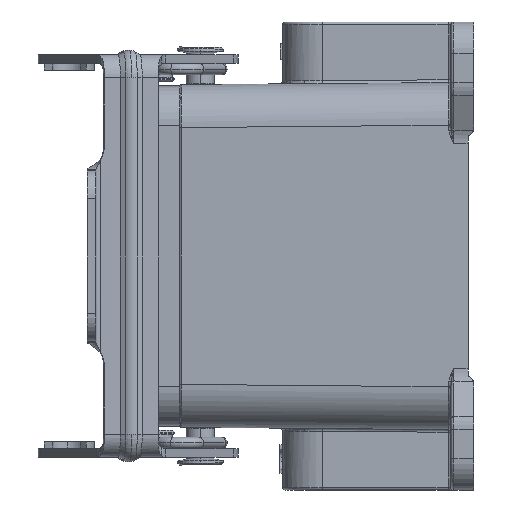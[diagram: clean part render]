
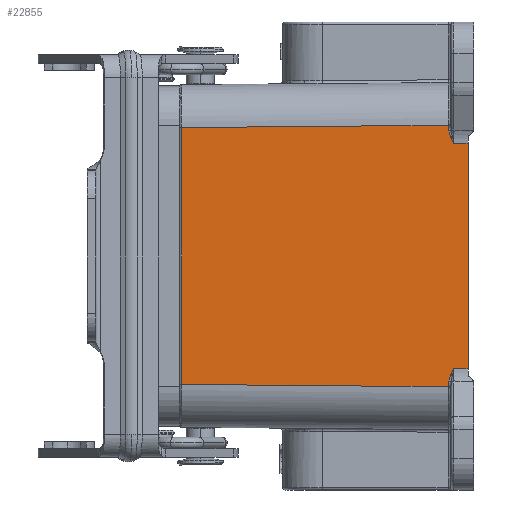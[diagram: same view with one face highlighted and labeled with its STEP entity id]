
A CAD part, left-side view. The second image highlights one B-rep face of the part: STEP entity #22855.
In plain terms, the highlighted planar face has unit normal (-1, 0.009, 0).
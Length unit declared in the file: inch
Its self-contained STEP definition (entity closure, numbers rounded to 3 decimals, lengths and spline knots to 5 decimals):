
#4317=CARTESIAN_POINT('',(-0.86261,-0.87619,
-0.90199));
#4498=CARTESIAN_POINT('',(-0.86295,-0.91518,
-0.77575));
#4507=CARTESIAN_POINT('',(-0.86279,-0.89567,
-0.81903));
#4521=CARTESIAN_POINT('',(-0.86265,-0.88109,
-0.86234));
#4523=DIRECTION('',(-0.009,-1.,-0.018));
#4524=VECTOR('',#4523,0.09862);
#4525=CARTESIAN_POINT('',(-0.86295,-0.91518,
-0.77575));
#4526=LINE('',#4525,#4524);
#4527=CARTESIAN_POINT('',(-0.86279,-0.89567,
-0.81903));
#4528=CARTESIAN_POINT('',(-0.8628,-0.89749,
-0.81464));
#4529=CARTESIAN_POINT('',(-0.86282,-0.90136,
-0.80559));
#4530=CARTESIAN_POINT('',(-0.86288,-0.90788,
-0.79119));
#4531=CARTESIAN_POINT('',(-0.86293,-0.91267,
-0.78099));
#4532=CARTESIAN_POINT('',(-0.86295,-0.91518,
-0.77575));
#4534=CARTESIAN_POINT('',(-0.86265,-0.88109,
-0.86234));
#4535=CARTESIAN_POINT('',(-0.86266,-0.88206,
-0.85827));
#4536=CARTESIAN_POINT('',(-0.86268,-0.88443,
-0.84964));
#4537=CARTESIAN_POINT('',(-0.86272,-0.88923,
-0.83524));
#4538=CARTESIAN_POINT('',(-0.86277,-0.89337,
-0.8246));
#4539=CARTESIAN_POINT('',(-0.86279,-0.89567,
-0.81903));
#4541=CARTESIAN_POINT('',(-0.86261,-0.87619,
-0.90199));
#4542=CARTESIAN_POINT('',(-0.86261,-0.87626,
-0.89829));
#4543=CARTESIAN_POINT('',(-0.86261,-0.87659,
-0.89107));
#4544=CARTESIAN_POINT('',(-0.86262,-0.87764,
-0.88067));
#4545=CARTESIAN_POINT('',(-0.86263,-0.87916,
-0.87096));
#4546=CARTESIAN_POINT('',(-0.86264,-0.88041,
-0.86512));
#4547=CARTESIAN_POINT('',(-0.86265,-0.88109,
-0.86234));
#4549=DIRECTION('',(-0.009,-1.,-0.009));
#4550=VECTOR('',#4549,1.83903);
#4551=CARTESIAN_POINT('',(-0.84651,0.9627,
-0.88594));
#4552=LINE('',#4551,#4550);
#4553=DIRECTION('',(0.009,1.,-0.009));
#4554=VECTOR('',#4553,1.83903);
#4555=CARTESIAN_POINT('',(-0.86261,-0.87619,
0.90199));
#4556=LINE('',#4555,#4554);
#4557=CARTESIAN_POINT('',(-0.8626,-0.88109,
0.86236));
#4558=CARTESIAN_POINT('',(-0.8626,-0.88041,
0.86514));
#4559=CARTESIAN_POINT('',(-0.86265,-0.87914,
0.87104));
#4560=CARTESIAN_POINT('',(-0.86261,-0.87763,
0.88071));
#4561=CARTESIAN_POINT('',(-0.86261,-0.87659,
0.89107));
#4562=CARTESIAN_POINT('',(-0.86261,-0.87626,
0.89829));
#4563=CARTESIAN_POINT('',(-0.86261,-0.87619,
0.90199));
#4565=CARTESIAN_POINT('',(-0.86274,-0.89567,
0.81903));
#4566=CARTESIAN_POINT('',(-0.86272,-0.89337,
0.82463));
#4567=CARTESIAN_POINT('',(-0.86273,-0.88923,
0.8353));
#4568=CARTESIAN_POINT('',(-0.8627,-0.88443,
0.84972));
#4569=CARTESIAN_POINT('',(-0.86261,-0.88206,
0.8583));
#4570=CARTESIAN_POINT('',(-0.8626,-0.88109,
0.86236));
#4572=CARTESIAN_POINT('',(-0.86295,-0.91518,
0.77575));
#4573=CARTESIAN_POINT('',(-0.86293,-0.91267,
0.78099));
#4574=CARTESIAN_POINT('',(-0.86288,-0.90788,
0.79118));
#4575=CARTESIAN_POINT('',(-0.86284,-0.90136,
0.80559));
#4576=CARTESIAN_POINT('',(-0.86275,-0.89749,
0.81465));
#4577=CARTESIAN_POINT('',(-0.86274,-0.89567,
0.81903));
#4579=DIRECTION('',(0.009,1.,-0.018));
#4580=VECTOR('',#4579,0.09862);
#4581=CARTESIAN_POINT('',(-0.86381,-1.01378,
0.77751));
#4582=LINE('',#4581,#4580);
#4597=DIRECTION('',(0.,0.,-1.));
#4598=VECTOR('',#4597,1.55503);
#4599=CARTESIAN_POINT('',(-0.86381,-1.01378,
0.77751));
#4600=LINE('',#4599,#4598);
#4691=CARTESIAN_POINT('',(-0.8626,-0.88109,
0.86236));
#4698=CARTESIAN_POINT('',(-0.86295,-0.91518,
0.77575));
#4710=CARTESIAN_POINT('',(-0.86274,-0.89567,
0.81903));
#13485=DIRECTION('',(0.,0.,1.));
#13486=VECTOR('',#13485,1.77188);
#13487=CARTESIAN_POINT('',(-0.84651,0.9627,
-0.88594));
#13488=LINE('',#13487,#13486);
#17567=CARTESIAN_POINT('',(-0.86381,-1.01378,
-0.77751));
#18336=VERTEX_POINT('',#4698);
#18339=VERTEX_POINT('',#4710);
#18340=CARTESIAN_POINT('',(-0.86381,-1.01378,
0.77751));
#18341=VERTEX_POINT('',#18340);
#18350=VERTEX_POINT('',#4691);
#18675=VERTEX_POINT('',#4507);
#18676=VERTEX_POINT('',#4498);
#18678=VERTEX_POINT('',#4521);
#18680=VERTEX_POINT('',#4317);
#18962=CARTESIAN_POINT('',(-0.84651,0.9627,
-0.88594));
#18963=VERTEX_POINT('',#18962);
#18967=CARTESIAN_POINT('',(-0.84656,0.9627,
0.88594));
#18968=VERTEX_POINT('',#18967);
#19174=VERTEX_POINT('',#17567);
#19175=VERTEX_POINT('',#4563);
#22828=CARTESIAN_POINT('',(-0.84646,0.97441,
1.1811));
#22829=DIRECTION('',(-1.,0.009,0.));
#22830=DIRECTION('',(-0.009,-1.,0.));
#22831=AXIS2_PLACEMENT_3D('',#22828,#22829,#22830);
#22832=PLANE('',#22831);
#22834=ORIENTED_EDGE('',*,*,#22833,.T.);
#22836=ORIENTED_EDGE('',*,*,#22835,.F.);
#22837=ORIENTED_EDGE('',*,*,#22755,.F.);
#22838=ORIENTED_EDGE('',*,*,#22768,.F.);
#22839=ORIENTED_EDGE('',*,*,#22821,.F.);
#22840=ORIENTED_EDGE('',*,*,#22517,.F.);
#22842=ORIENTED_EDGE('',*,*,#22841,.T.);
#22844=ORIENTED_EDGE('',*,*,#22843,.F.);
#22846=ORIENTED_EDGE('',*,*,#22845,.F.);
#22848=ORIENTED_EDGE('',*,*,#22847,.F.);
#22850=ORIENTED_EDGE('',*,*,#22849,.F.);
#22852=ORIENTED_EDGE('',*,*,#22851,.F.);
#22853=EDGE_LOOP('',(#22834,#22836,#22837,#22838,#22839,#22840,#22842,#22844,
#22846,#22848,#22850,#22852));
#22854=FACE_OUTER_BOUND('',#22853,.F.);
#22855=ADVANCED_FACE('',(#22854),#22832,.T.);
#4533=B_SPLINE_CURVE_WITH_KNOTS('',3,(#4527,#4528,#4529,#4530,#4531,#4532),
.UNSPECIFIED.,.F.,.F.,(4,1,1,4),(0.,0.33333,0.66667,1.),
.UNSPECIFIED.);
#4540=B_SPLINE_CURVE_WITH_KNOTS('',3,(#4534,#4535,#4536,#4537,#4538,#4539),
.UNSPECIFIED.,.F.,.F.,(4,1,1,4),(0.,0.33333,0.66667,1.),
.UNSPECIFIED.);
#4548=B_SPLINE_CURVE_WITH_KNOTS('',3,(#4541,#4542,#4543,#4544,#4545,#4546,
#4547),.UNSPECIFIED.,.F.,.F.,(4,1,1,1,4),(0.,0.25,0.5,0.75,1.),
.UNSPECIFIED.);
#4564=B_SPLINE_CURVE_WITH_KNOTS('',3,(#4557,#4558,#4559,#4560,#4561,#4562,
#4563),.UNSPECIFIED.,.F.,.F.,(4,1,1,1,4),(0.,0.25,0.5,0.75,1.),
.UNSPECIFIED.);
#4571=B_SPLINE_CURVE_WITH_KNOTS('',3,(#4565,#4566,#4567,#4568,#4569,#4570),
.UNSPECIFIED.,.F.,.F.,(4,1,1,4),(0.,0.33333,0.66667,1.),
.UNSPECIFIED.);
#4578=B_SPLINE_CURVE_WITH_KNOTS('',3,(#4572,#4573,#4574,#4575,#4576,#4577),
.UNSPECIFIED.,.F.,.F.,(4,1,1,4),(0.,0.33333,0.66667,1.),
.UNSPECIFIED.);
#22517=EDGE_CURVE('',#18963,#18680,#4552,.T.);
#22755=EDGE_CURVE('',#18675,#18676,#4533,.T.);
#22768=EDGE_CURVE('',#18678,#18675,#4540,.T.);
#22821=EDGE_CURVE('',#18680,#18678,#4548,.T.);
#22833=EDGE_CURVE('',#18341,#19174,#4600,.T.);
#22835=EDGE_CURVE('',#18676,#19174,#4526,.T.);
#22841=EDGE_CURVE('',#18963,#18968,#13488,.T.);
#22843=EDGE_CURVE('',#19175,#18968,#4556,.T.);
#22845=EDGE_CURVE('',#18350,#19175,#4564,.T.);
#22847=EDGE_CURVE('',#18339,#18350,#4571,.T.);
#22849=EDGE_CURVE('',#18336,#18339,#4578,.T.);
#22851=EDGE_CURVE('',#18341,#18336,#4582,.T.);
